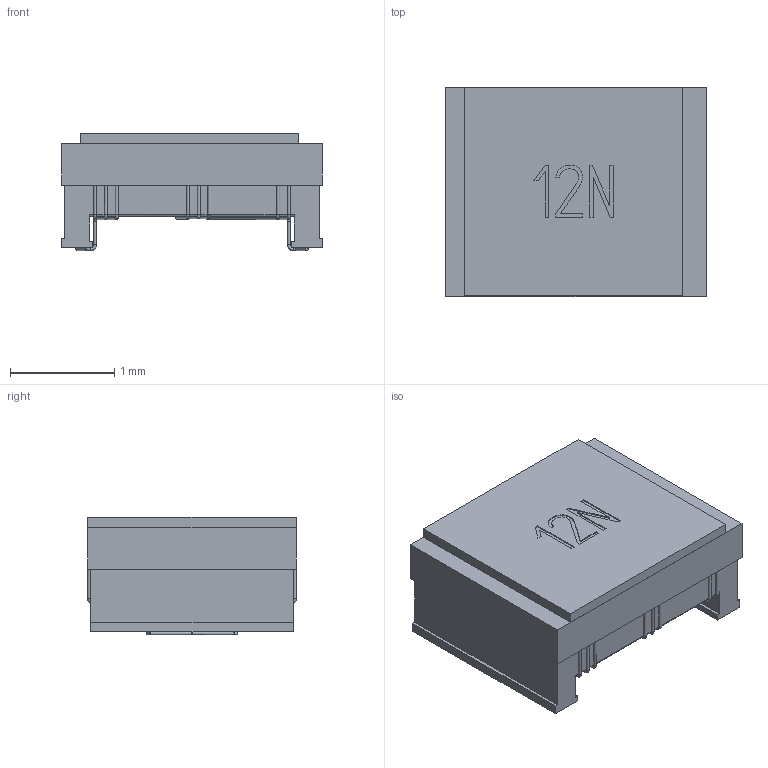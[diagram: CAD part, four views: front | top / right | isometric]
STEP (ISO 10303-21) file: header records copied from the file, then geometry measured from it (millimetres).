
FILE_DESCRIPTION(/* description */ ('Unknown'),/* implementation_level */ '2;1');
FILE_NAME(/* name */ 'L_Wurth_WE-KI-1008',/* time_stamp */ '2024-12-10T11:17:09+08:00',/* author */ ('Unknown'),/* organization */ ('Unknown'),/* preprocessor_version */ 'ST-DEVELOPER v16.7',/* originating_system */ 'Solid Edge',/* authorisation */ 'Unknown');
FILE_SCHEMA (('CONFIG_CONTROL_DESIGN'));
Length unit declared in the file: millimetre
Products named in the file (2): L_Wurth_WE-KI-1008
Assembly tree (1 placements, depth 2):
  L_Wurth_WE-KI-1008
    L_Wurth_WE-KI-1008
Bounding box: 2.5 x 2 x 1.13 mm (x, y, z)
Volume: 4.2 mm3; surface area: 21.8 mm2
Topology: 1 solids, 1 shells, 129 faces, 348 edges, 223 vertices
Faces by surface type: plane 66, cylinder 38, bspline 17, torus 8
Full cylindrical faces by diameter (mm): 0.03 x18
Entity records: 5195 total; most frequent: CARTESIAN_POINT 1298, ORIENTED_EDGE 602, DIRECTION 556, EDGE_CURVE 301, VERTEX_POINT 211, LINE 204, VECTOR 204, EDGE_LOOP 178
